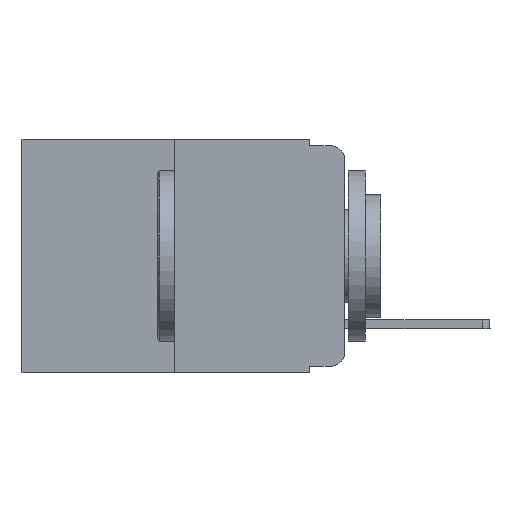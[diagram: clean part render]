
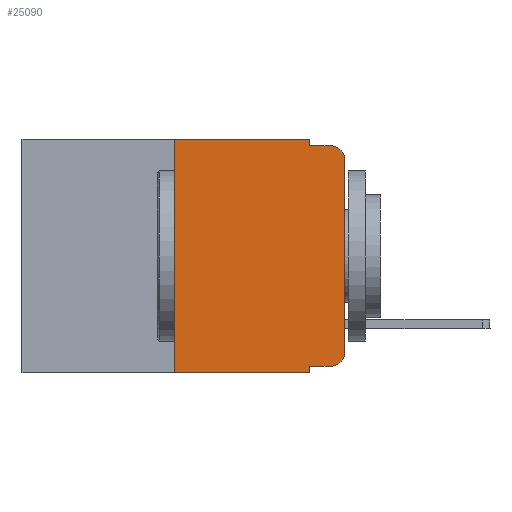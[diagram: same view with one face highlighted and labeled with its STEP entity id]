
A CAD part, left-side view. The second image highlights one B-rep face of the part: STEP entity #25090.
In plain terms, the highlighted planar face has unit normal (-1, 0, 0).
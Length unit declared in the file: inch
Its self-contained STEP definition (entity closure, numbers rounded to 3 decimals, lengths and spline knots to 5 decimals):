
#371 = CARTESIAN_POINT ( 'NONE',  ( 0., 0.02, -0.01 ) ) ;
#683 = DIRECTION ( 'NONE',  ( 0., -1., 0. ) ) ;
#695 = DIRECTION ( 'NONE',  ( 0., -1., 0. ) ) ;
#775 = CARTESIAN_POINT ( 'NONE',  ( 0., 0.02, -0.333 ) ) ;
#1822 = LINE ( 'NONE', #3998, #7781 ) ;
#2202 = CARTESIAN_POINT ( 'NONE',  ( 0., 0.473, -0.343 ) ) ;
#2325 = CIRCLE ( 'NONE', #20802, 0.02 ) ;
#2669 = CARTESIAN_POINT ( 'NONE',  ( 0., 0., -0.03 ) ) ;
#2988 = CARTESIAN_POINT ( 'NONE',  ( 0., 0.051, 0. ) ) ;
#3211 = DIRECTION ( 'NONE',  ( 0., 0., 1. ) ) ;
#3537 = VERTEX_POINT ( 'NONE', #22392 ) ;
#3998 = CARTESIAN_POINT ( 'NONE',  ( 0., 0.25, 0. ) ) ;
#4219 = DIRECTION ( 'NONE',  ( -1., 0., 0. ) ) ;
#4707 = CARTESIAN_POINT ( 'NONE',  ( 0., 0.051, -0.333 ) ) ;
#4836 = VERTEX_POINT ( 'NONE', #4707 ) ;
#5079 = ORIENTED_EDGE ( 'NONE', *, *, #19402, .T. ) ;
#5416 = VERTEX_POINT ( 'NONE', #2669 ) ;
#6005 = DIRECTION ( 'NONE',  ( 0., -1., 0. ) ) ;
#6168 = AXIS2_PLACEMENT_3D ( 'NONE', #15856, #19892, #7842 ) ;
#6368 = ORIENTED_EDGE ( 'NONE', *, *, #11550, .F. ) ;
#6613 = VERTEX_POINT ( 'NONE', #371 ) ;
#6643 = LINE ( 'NONE', #10697, #11684 ) ;
#6775 = AXIS2_PLACEMENT_3D ( 'NONE', #24266, #16349, #8353 ) ;
#7781 = VECTOR ( 'NONE', #19129, 39.37008 ) ;
#7842 = DIRECTION ( 'NONE',  ( 0., 0., -1. ) ) ;
#7876 = CARTESIAN_POINT ( 'NONE',  ( 0., 0.02, -0.313 ) ) ;
#8056 = VECTOR ( 'NONE', #695, 39.37008 ) ;
#8353 = DIRECTION ( 'NONE',  ( 0., 0., -1. ) ) ;
#8759 = LINE ( 'NONE', #2202, #15349 ) ;
#9424 = VECTOR ( 'NONE', #24609, 39.37008 ) ;
#9650 = ORIENTED_EDGE ( 'NONE', *, *, #12243, .F. ) ;
#10098 = DIRECTION ( 'NONE',  ( 0., 0., -1. ) ) ;
#10392 = DIRECTION ( 'NONE',  ( 0., -1., 0. ) ) ;
#10627 = VECTOR ( 'NONE', #3211, 39.37008 ) ;
#10697 = CARTESIAN_POINT ( 'NONE',  ( 0., 0.051, -0.333 ) ) ;
#11543 = VERTEX_POINT ( 'NONE', #22348 ) ;
#11550 = EDGE_CURVE ( 'NONE', #12696, #12176, #1822, .T. ) ;
#11684 = VECTOR ( 'NONE', #683, 39.37008 ) ;
#11787 = VERTEX_POINT ( 'NONE', #775 ) ;
#12176 = VERTEX_POINT ( 'NONE', #17049 ) ;
#12243 = EDGE_CURVE ( 'NONE', #4836, #17052, #16858, .T. ) ;
#12488 = EDGE_LOOP ( 'NONE', ( #14998, #13602, #15814, #18354, #14366, #6368, #5079, #9650, #14856, #24737 ) ) ;
#12679 = CARTESIAN_POINT ( 'NONE',  ( 0., 0.051, -0.01 ) ) ;
#12696 = VERTEX_POINT ( 'NONE', #23549 ) ;
#13007 = EDGE_CURVE ( 'NONE', #5416, #6613, #18985, .T. ) ;
#13160 = CARTESIAN_POINT ( 'NONE',  ( 0., 0.051, -0.343 ) ) ;
#13580 = PLANE ( 'NONE',  #6168 ) ;
#13602 = ORIENTED_EDGE ( 'NONE', *, *, #13007, .T. ) ;
#13864 = FACE_OUTER_BOUND ( 'NONE', #12488, .T. ) ;
#14228 = CARTESIAN_POINT ( 'NONE',  ( 0., 0., -0.313 ) ) ;
#14297 = CARTESIAN_POINT ( 'NONE',  ( 0., 0.051, 0. ) ) ;
#14366 = ORIENTED_EDGE ( 'NONE', *, *, #16239, .F. ) ;
#14856 = ORIENTED_EDGE ( 'NONE', *, *, #16108, .T. ) ;
#14998 = ORIENTED_EDGE ( 'NONE', *, *, #25459, .T. ) ;
#15349 = VECTOR ( 'NONE', #6005, 39.37008 ) ;
#15645 = VERTEX_POINT ( 'NONE', #14228 ) ;
#15814 = ORIENTED_EDGE ( 'NONE', *, *, #25315, .F. ) ;
#15856 = CARTESIAN_POINT ( 'NONE',  ( 0., 0.473, 0. ) ) ;
#16108 = EDGE_CURVE ( 'NONE', #4836, #11787, #6643, .T. ) ;
#16161 = LINE ( 'NONE', #22335, #24688 ) ;
#16239 = EDGE_CURVE ( 'NONE', #12176, #11543, #16161, .T. ) ;
#16349 = DIRECTION ( 'NONE',  ( -1., 0., 0. ) ) ;
#16858 = LINE ( 'NONE', #2988, #19670 ) ;
#17049 = CARTESIAN_POINT ( 'NONE',  ( 0., 0.25, 0. ) ) ;
#17052 = VERTEX_POINT ( 'NONE', #13160 ) ;
#17479 = LINE ( 'NONE', #12679, #8056 ) ;
#18354 = ORIENTED_EDGE ( 'NONE', *, *, #18902, .F. ) ;
#18848 = DIRECTION ( 'NONE',  ( 0., 0., -1. ) ) ;
#18902 = EDGE_CURVE ( 'NONE', #11543, #3537, #23899, .T. ) ;
#18985 = CIRCLE ( 'NONE', #6775, 0.02 ) ;
#19129 = DIRECTION ( 'NONE',  ( 0., 0., 1. ) ) ;
#19402 = EDGE_CURVE ( 'NONE', #12696, #17052, #8759, .T. ) ;
#19670 = VECTOR ( 'NONE', #18848, 39.37008 ) ;
#19892 = DIRECTION ( 'NONE',  ( 1., 0., 0. ) ) ;
#20802 = AXIS2_PLACEMENT_3D ( 'NONE', #7876, #4219, #10098 ) ;
#22335 = CARTESIAN_POINT ( 'NONE',  ( 0., 0.473, 0. ) ) ;
#22348 = CARTESIAN_POINT ( 'NONE',  ( 0., 0.051, 0. ) ) ;
#22392 = CARTESIAN_POINT ( 'NONE',  ( 0., 0.051, -0.01 ) ) ;
#23549 = CARTESIAN_POINT ( 'NONE',  ( 0., 0.25, -0.343 ) ) ;
#23899 = LINE ( 'NONE', #14297, #9424 ) ;
#24112 = LINE ( 'NONE', #24914, #10627 ) ;
#24266 = CARTESIAN_POINT ( 'NONE',  ( 0., 0.02, -0.03 ) ) ;
#24507 = EDGE_CURVE ( 'NONE', #11787, #15645, #2325, .T. ) ;
#24609 = DIRECTION ( 'NONE',  ( 0., 0., -1. ) ) ;
#24688 = VECTOR ( 'NONE', #10392, 39.37008 ) ;
#24737 = ORIENTED_EDGE ( 'NONE', *, *, #24507, .T. ) ;
#24914 = CARTESIAN_POINT ( 'NONE',  ( 0., 0., 0. ) ) ;
#25090 = ADVANCED_FACE ( 'NONE', ( #13864 ), #13580, .F. ) ;
#25315 = EDGE_CURVE ( 'NONE', #3537, #6613, #17479, .T. ) ;
#25459 = EDGE_CURVE ( 'NONE', #15645, #5416, #24112, .T. ) ;
